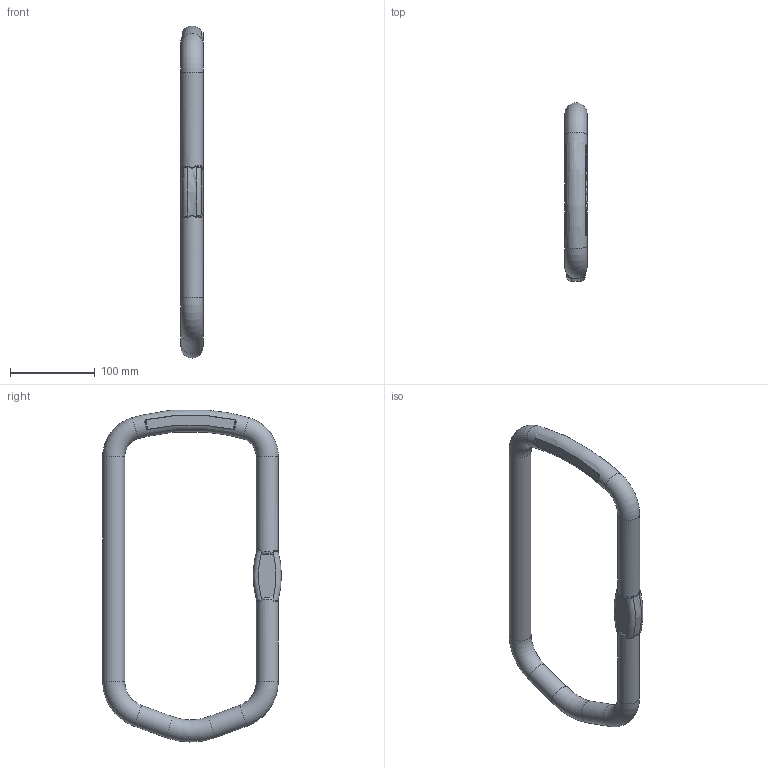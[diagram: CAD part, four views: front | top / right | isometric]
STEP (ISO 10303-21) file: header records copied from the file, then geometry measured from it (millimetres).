
FILE_DESCRIPTION(/* description */ (''),/* implementation_level */ '2;1');
FILE_NAME(/* name */ 'VLWP_1-13.stp',/* time_stamp */ '2018-02-23T11:35:08+01:00',/* author */ (''),/* organization */ (''),/* preprocessor_version */ 'ST-DEVELOPER v16',/* originating_system */ 'SIEMENS PLM Software NX 11.0',/* authorisation */ '');
FILE_SCHEMA (('AUTOMOTIVE_DESIGN { 1 0 10303 214 3 1 1 1 }'));
Length unit declared in the file: millimetre
Products named in the file (1): kch3EC42524lls4
Bounding box: 26 x 210.5 x 391.35 mm (x, y, z)
Volume: 527713.2 mm3; surface area: 81861.1 mm2
Topology: 1 solids, 1 shells, 133 faces, 356 edges, 232 vertices
Faces by surface type: plane 48, bspline 24, torus 20, extrusion 20, cylinder 13, cone 8
Full cylindrical faces by diameter (mm): 26 x5
Entity records: 5471 total; most frequent: CARTESIAN_POINT 2591, ORIENTED_EDGE 682, DIRECTION 418, EDGE_CURVE 341, VERTEX_POINT 228, B_SPLINE_CURVE_WITH_KNOTS 205, EDGE_LOOP 153, AXIS2_PLACEMENT_3D 152
